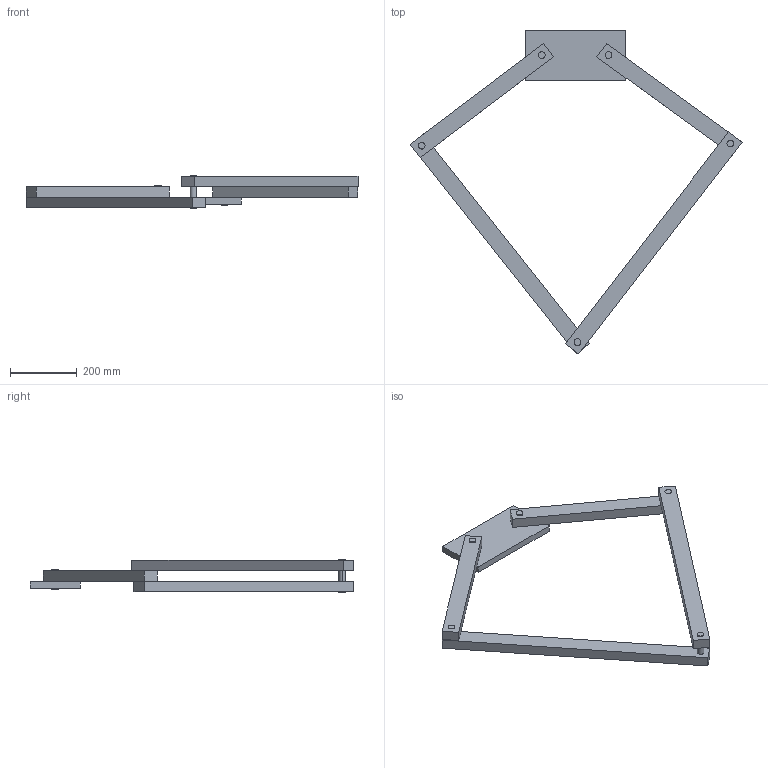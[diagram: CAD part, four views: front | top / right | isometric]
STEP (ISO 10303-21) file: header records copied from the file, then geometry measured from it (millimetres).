
FILE_DESCRIPTION (( 'STEP AP203' ), '1' );
FILE_NAME ('Motion model.STEP', '2024-11-15T01:27:02', ( '' ), ( '' ), 'SwSTEP 2.0', 'SolidWorks 2024', '' );
FILE_SCHEMA (( 'CONFIG_CONTROL_DESIGN' ));
Length unit declared in the file: millimetre
Products named in the file (6): Pin 2; Overhanging arm 1; Motion model; Pin 1; base; Overhanging arm 2
Assembly tree (10 placements, depth 2):
  Motion model
    base
    Overhanging arm 1  x2
    Pin 1  x4
    Overhanging arm 2  x2
    Pin 2
Bounding box: 993.4 x 969.02 x 100 mm (x, y, z)
Volume: 4818849.6 mm3; surface area: 571814.2 mm2
Topology: 10 solids, 10 shells, 70 faces, 150 edges, 100 vertices
Faces by surface type: plane 40, cylinder 30
Entity records: 1876 total; most frequent: DIRECTION 218, CARTESIAN_POINT 191, ORIENTED_EDGE 168, EDGE_CURVE 84, AXIS2_PLACEMENT_3D 83, PERSON_AND_ORGANIZATION 58, VERTEX_POINT 56, VECTOR 52
